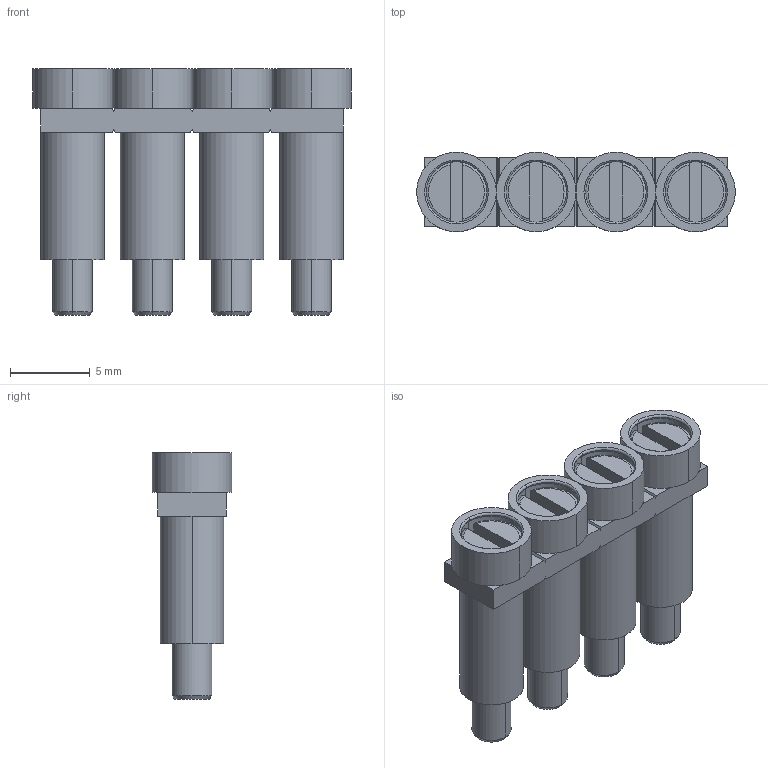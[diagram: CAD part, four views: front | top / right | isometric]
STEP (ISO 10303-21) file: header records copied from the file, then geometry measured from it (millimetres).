
FILE_DESCRIPTION (( 'STEP AP214' ), '1' );
FILE_NAME ('UK 2,5-4.STEP', '2013-10-29T10:25:01', ( 'arge' ), ( 'Microsoft' ), 'SwSTEP 2.0', 'SolidWorks 2013', '' );
FILE_SCHEMA (( 'AUTOMOTIVE_DESIGN' ));
Length unit declared in the file: millimetre
Products named in the file (1): UK 2,5-4
Bounding box: 20 x 5 x 15.5 mm (x, y, z)
Volume: 655.2 mm3; surface area: 1952.3 mm2
Topology: 13 solids, 13 shells, 232 faces, 506 edges, 308 vertices
Faces by surface type: cylinder 88, plane 72, torus 56, cone 16
Entity records: 9164 total; most frequent: DIRECTION 1244, CARTESIAN_POINT 1127, ORIENTED_EDGE 1012, AXIS2_PLACEMENT_3D 521, EDGE_CURVE 506, VERTEX_POINT 308, CIRCLE 288, EDGE_LOOP 264
